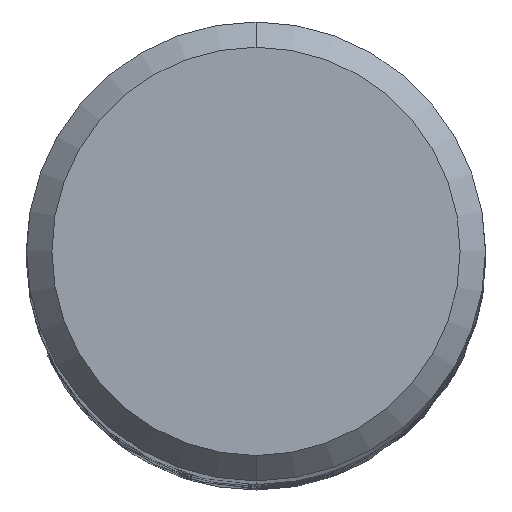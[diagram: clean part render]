
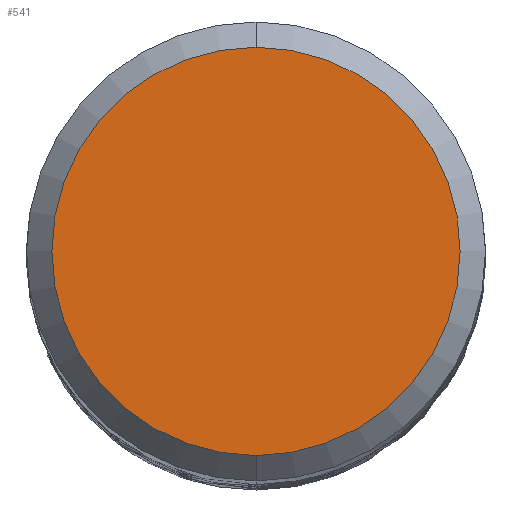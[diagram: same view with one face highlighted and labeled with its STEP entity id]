
A CAD part, top view. The second image highlights one B-rep face of the part: STEP entity #541.
In plain terms, the highlighted planar face has unit normal (0, 0, 1).
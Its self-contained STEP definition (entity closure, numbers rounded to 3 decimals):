
#331=VERTEX_POINT('',#811);
#481=EDGE_CURVE('',#501,#331,#974,.T.);
#501=VERTEX_POINT('',#995);
#541=ADVANCED_FACE('',(#1039),#1040,.T.);
#611=EDGE_CURVE('',#331,#501,#1116,.T.);
#811=CARTESIAN_POINT('',(0.,-6.45,0.0));
#974=CIRCLE('',#4163,6.45);
#995=CARTESIAN_POINT('',(0.0,6.45,0.0));
#1039=FACE_OUTER_BOUND('',#4971,.T.);
#1040=PLANE('',#4972);
#1116=CIRCLE('',#5937,6.45);
#4163=AXIS2_PLACEMENT_3D('',#7268,#7269,#7270);
#4971=EDGE_LOOP('',(#7348,#7349));
#4972=AXIS2_PLACEMENT_3D('',#7350,#7351,#7352);
#5937=AXIS2_PLACEMENT_3D('',#7416,#7417,#7418);
#7268=CARTESIAN_POINT('',(0.0,0.0,0.0));
#7269=DIRECTION('',(0.0,0.0,-1.0));
#7270=DIRECTION('',(0.0,1.0,0.0));
#7348=ORIENTED_EDGE('',*,*,#481,.F.);
#7349=ORIENTED_EDGE('',*,*,#611,.F.);
#7350=CARTESIAN_POINT('',(0.0,3.225,0.0));
#7351=DIRECTION('',(-0.0,0.0,1.0));
#7352=DIRECTION('',(0.0,-1.0,0.0));
#7416=CARTESIAN_POINT('',(0.0,0.0,0.0));
#7417=DIRECTION('',(0.0,0.0,-1.0));
#7418=DIRECTION('',(0.0,1.0,0.0));
